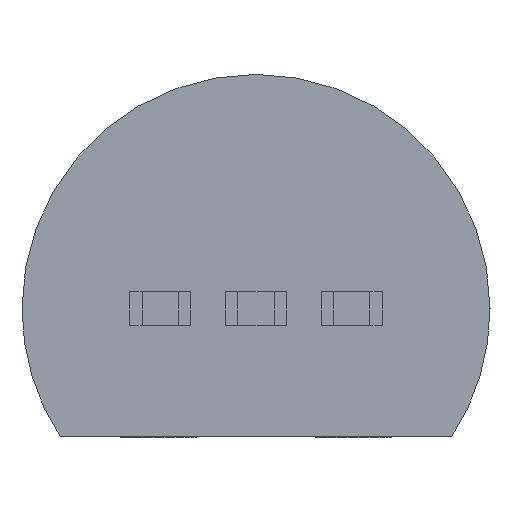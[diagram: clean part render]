
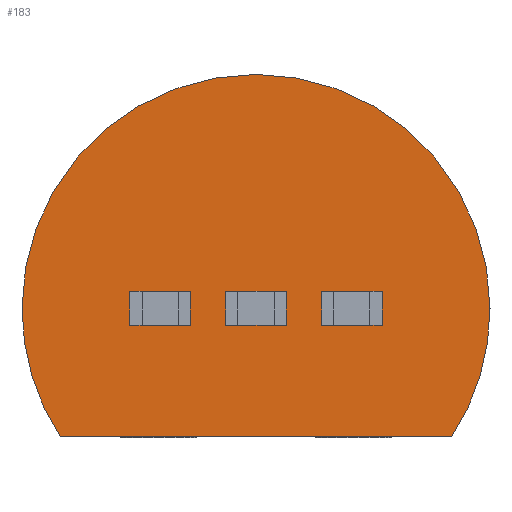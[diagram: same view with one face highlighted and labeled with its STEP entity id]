
A CAD part, front view. The second image highlights one B-rep face of the part: STEP entity #183.
In plain terms, the highlighted planar face has unit normal (0, -1, 0).
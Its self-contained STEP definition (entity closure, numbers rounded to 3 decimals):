
#33 = VERTEX_POINT ( 'NONE', #605 ) ;
#36 = EDGE_CURVE ( 'NONE', #528, #400, #604, .T. ) ;
#42 = EDGE_LOOP ( 'NONE', ( #184, #82, #85, #88 ) ) ;
#43 = VERTEX_POINT ( 'NONE', #666 ) ;
#44 = ORIENTED_EDGE ( 'NONE', *, *, #45, .T. ) ;
#45 = EDGE_CURVE ( 'NONE', #43, #46, #665, .T. ) ;
#46 = VERTEX_POINT ( 'NONE', #661 ) ;
#47 = ORIENTED_EDGE ( 'NONE', *, *, #48, .F. ) ;
#48 = EDGE_CURVE ( 'NONE', #164, #46, #660, .T. ) ;
#49 = EDGE_LOOP ( 'NONE', ( #50, #51, #105, #106 ) ) ;
#50 = ORIENTED_EDGE ( 'NONE', *, *, #203, .T. ) ;
#51 = ORIENTED_EDGE ( 'NONE', *, *, #146, .T. ) ;
#80 = EDGE_CURVE ( 'NONE', #185, #81, #724, .T. ) ;
#81 = VERTEX_POINT ( 'NONE', #720 ) ;
#82 = ORIENTED_EDGE ( 'NONE', *, *, #83, .F. ) ;
#83 = EDGE_CURVE ( 'NONE', #84, #185, #719, .T. ) ;
#84 = VERTEX_POINT ( 'NONE', #715 ) ;
#85 = ORIENTED_EDGE ( 'NONE', *, *, #86, .T. ) ;
#86 = EDGE_CURVE ( 'NONE', #84, #87, #714, .T. ) ;
#87 = VERTEX_POINT ( 'NONE', #710 ) ;
#88 = ORIENTED_EDGE ( 'NONE', *, *, #89, .T. ) ;
#89 = EDGE_CURVE ( 'NONE', #87, #81, #746, .T. ) ;
#90 = EDGE_LOOP ( 'NONE', ( #162, #165, #44, #47 ) ) ;
#91 = VERTEX_POINT ( 'NONE', #742 ) ;
#93 = EDGE_CURVE ( 'NONE', #33, #188, #741, .T. ) ;
#105 = ORIENTED_EDGE ( 'NONE', *, *, #93, .F. ) ;
#106 = ORIENTED_EDGE ( 'NONE', *, *, #119, .F. ) ;
#107 = EDGE_LOOP ( 'NONE', ( #108, #109, #110, #111 ) ) ;
#108 = ORIENTED_EDGE ( 'NONE', *, *, #36, .F. ) ;
#109 = ORIENTED_EDGE ( 'NONE', *, *, #527, .F. ) ;
#110 = ORIENTED_EDGE ( 'NONE', *, *, #447, .F. ) ;
#111 = ORIENTED_EDGE ( 'NONE', *, *, #402, .F. ) ;
#119 = EDGE_CURVE ( 'NONE', #120, #33, #823, .T. ) ;
#120 = VERTEX_POINT ( 'NONE', #709 ) ;
#146 = EDGE_CURVE ( 'NONE', #147, #188, #862, .T. ) ;
#147 = VERTEX_POINT ( 'NONE', #853 ) ;
#162 = ORIENTED_EDGE ( 'NONE', *, *, #163, .F. ) ;
#163 = EDGE_CURVE ( 'NONE', #91, #164, #805, .T. ) ;
#164 = VERTEX_POINT ( 'NONE', #801 ) ;
#165 = ORIENTED_EDGE ( 'NONE', *, *, #166, .T. ) ;
#166 = EDGE_CURVE ( 'NONE', #91, #43, #800, .T. ) ;
#183 = ADVANCED_FACE ( 'NONE', ( #771, #770, #769, #768 ), #912, .F. ) ;
#184 = ORIENTED_EDGE ( 'NONE', *, *, #80, .F. ) ;
#185 = VERTEX_POINT ( 'NONE', #966 ) ;
#188 = VERTEX_POINT ( 'NONE', #926 ) ;
#203 = EDGE_CURVE ( 'NONE', #120, #147, #911, .T. ) ;
#400 = VERTEX_POINT ( 'NONE', #1222 ) ;
#402 = EDGE_CURVE ( 'NONE', #400, #403, #1220, .T. ) ;
#403 = VERTEX_POINT ( 'NONE', #1215 ) ;
#447 = EDGE_CURVE ( 'NONE', #403, #448, #1416, .T. ) ;
#448 = VERTEX_POINT ( 'NONE', #1477 ) ;
#527 = EDGE_CURVE ( 'NONE', #448, #528, #1725, .T. ) ;
#528 = VERTEX_POINT ( 'NONE', #1721 ) ;
#600 = DIRECTION ( 'NONE',  ( -1., 0., 0. ) ) ;
#601 = DIRECTION ( 'NONE',  ( 0., 1., 0. ) ) ;
#602 = CARTESIAN_POINT ( 'NONE',  ( 0., 5.106, 0. ) ) ;
#603 = AXIS2_PLACEMENT_3D ( 'NONE', #602, #601, #600 ) ;
#604 = CIRCLE ( 'NONE', #603, 3.1 ) ;
#605 = CARTESIAN_POINT ( 'NONE',  ( -1.51, 5.106, -0.225 ) ) ;
#657 = DIRECTION ( 'NONE',  ( 1., 0., 0. ) ) ;
#658 = VECTOR ( 'NONE', #657, 1000. ) ;
#659 = CARTESIAN_POINT ( 'NONE',  ( 0., 5.106, -0.225 ) ) ;
#660 = LINE ( 'NONE', #659, #658 ) ;
#661 = CARTESIAN_POINT ( 'NONE',  ( 1.51, 5.106, -0.225 ) ) ;
#662 = DIRECTION ( 'NONE',  ( 0., 0., -1. ) ) ;
#663 = VECTOR ( 'NONE', #662, 1000. ) ;
#664 = CARTESIAN_POINT ( 'NONE',  ( 1.51, 5.106, 0.225 ) ) ;
#665 = LINE ( 'NONE', #664, #663 ) ;
#666 = CARTESIAN_POINT ( 'NONE',  ( 1.51, 5.106, 0.225 ) ) ;
#709 = CARTESIAN_POINT ( 'NONE',  ( -1.51, 5.106, 0.225 ) ) ;
#710 = CARTESIAN_POINT ( 'NONE',  ( 0.24, 5.106, -0.225 ) ) ;
#711 = DIRECTION ( 'NONE',  ( 0., 0., -1. ) ) ;
#712 = VECTOR ( 'NONE', #711, 1000. ) ;
#713 = CARTESIAN_POINT ( 'NONE',  ( 0.24, 5.106, 0.225 ) ) ;
#714 = LINE ( 'NONE', #713, #712 ) ;
#715 = CARTESIAN_POINT ( 'NONE',  ( 0.24, 5.106, 0.225 ) ) ;
#716 = DIRECTION ( 'NONE',  ( -1., 0., 0. ) ) ;
#717 = VECTOR ( 'NONE', #716, 1000. ) ;
#718 = CARTESIAN_POINT ( 'NONE',  ( -0.24, 5.106, 0.225 ) ) ;
#719 = LINE ( 'NONE', #718, #717 ) ;
#720 = CARTESIAN_POINT ( 'NONE',  ( -0.24, 5.106, -0.225 ) ) ;
#721 = DIRECTION ( 'NONE',  ( 0., 0., -1. ) ) ;
#722 = VECTOR ( 'NONE', #721, 1000. ) ;
#723 = CARTESIAN_POINT ( 'NONE',  ( -0.24, 5.106, 0.225 ) ) ;
#724 = LINE ( 'NONE', #723, #722 ) ;
#738 = DIRECTION ( 'NONE',  ( 1., 0., 0. ) ) ;
#739 = VECTOR ( 'NONE', #738, 1000. ) ;
#740 = CARTESIAN_POINT ( 'NONE',  ( 0., 5.106, -0.225 ) ) ;
#741 = LINE ( 'NONE', #740, #739 ) ;
#742 = CARTESIAN_POINT ( 'NONE',  ( 1.03, 5.106, 0.225 ) ) ;
#743 = DIRECTION ( 'NONE',  ( -1., 0., 0. ) ) ;
#744 = VECTOR ( 'NONE', #743, 1000. ) ;
#745 = CARTESIAN_POINT ( 'NONE',  ( -0.24, 5.106, -0.225 ) ) ;
#746 = LINE ( 'NONE', #745, #744 ) ;
#768 = FACE_OUTER_BOUND ( 'NONE', #107, .T. ) ;
#769 = FACE_BOUND ( 'NONE', #49, .T. ) ;
#770 = FACE_BOUND ( 'NONE', #90, .T. ) ;
#771 = FACE_BOUND ( 'NONE', #42, .T. ) ;
#797 = DIRECTION ( 'NONE',  ( 1., 0., 0. ) ) ;
#798 = VECTOR ( 'NONE', #797, 1000. ) ;
#799 = CARTESIAN_POINT ( 'NONE',  ( 0., 5.106, 0.225 ) ) ;
#800 = LINE ( 'NONE', #799, #798 ) ;
#801 = CARTESIAN_POINT ( 'NONE',  ( 1.03, 5.106, -0.225 ) ) ;
#802 = DIRECTION ( 'NONE',  ( 0., 0., -1. ) ) ;
#803 = VECTOR ( 'NONE', #802, 1000. ) ;
#804 = CARTESIAN_POINT ( 'NONE',  ( 1.03, 5.106, 0.225 ) ) ;
#805 = LINE ( 'NONE', #804, #803 ) ;
#820 = DIRECTION ( 'NONE',  ( 0., 0., -1. ) ) ;
#821 = VECTOR ( 'NONE', #820, 1000. ) ;
#822 = CARTESIAN_POINT ( 'NONE',  ( -1.51, 5.106, 0.225 ) ) ;
#823 = LINE ( 'NONE', #822, #821 ) ;
#853 = CARTESIAN_POINT ( 'NONE',  ( -1.03, 5.106, 0.225 ) ) ;
#854 = DIRECTION ( 'NONE',  ( 0., 0., -1. ) ) ;
#855 = VECTOR ( 'NONE', #854, 1000. ) ;
#856 = CARTESIAN_POINT ( 'NONE',  ( -1.03, 5.106, 0.225 ) ) ;
#862 = LINE ( 'NONE', #856, #855 ) ;
#908 = DIRECTION ( 'NONE',  ( 1., 0., 0. ) ) ;
#909 = VECTOR ( 'NONE', #908, 1000. ) ;
#910 = CARTESIAN_POINT ( 'NONE',  ( 0., 5.106, 0.225 ) ) ;
#911 = LINE ( 'NONE', #910, #909 ) ;
#912 = PLANE ( 'NONE',  #1099 ) ;
#926 = CARTESIAN_POINT ( 'NONE',  ( -1.03, 5.106, -0.225 ) ) ;
#966 = CARTESIAN_POINT ( 'NONE',  ( -0.24, 5.106, 0.225 ) ) ;
#967 = DIRECTION ( 'NONE',  ( -1., 0., 0. ) ) ;
#968 = DIRECTION ( 'NONE',  ( 0., 1., 0. ) ) ;
#1098 = CARTESIAN_POINT ( 'NONE',  ( 0., 5.106, 0. ) ) ;
#1099 = AXIS2_PLACEMENT_3D ( 'NONE', #1098, #968, #967 ) ;
#1215 = CARTESIAN_POINT ( 'NONE',  ( 3.1, 5.106, 0. ) ) ;
#1216 = DIRECTION ( 'NONE',  ( -1., 0., 0. ) ) ;
#1217 = DIRECTION ( 'NONE',  ( 0., 1., 0. ) ) ;
#1218 = CARTESIAN_POINT ( 'NONE',  ( 0., 5.106, 0. ) ) ;
#1219 = AXIS2_PLACEMENT_3D ( 'NONE', #1218, #1217, #1216 ) ;
#1220 = CIRCLE ( 'NONE', #1219, 3.1 ) ;
#1222 = CARTESIAN_POINT ( 'NONE',  ( -3.1, 5.106, 0. ) ) ;
#1416 = CIRCLE ( 'NONE', #1481, 3.1 ) ;
#1477 = CARTESIAN_POINT ( 'NONE',  ( 2.592, 5.106, -1.7 ) ) ;
#1478 = DIRECTION ( 'NONE',  ( -1., 0., 0. ) ) ;
#1479 = DIRECTION ( 'NONE',  ( 0., 1., 0. ) ) ;
#1480 = CARTESIAN_POINT ( 'NONE',  ( 0., 5.106, 0. ) ) ;
#1481 = AXIS2_PLACEMENT_3D ( 'NONE', #1480, #1479, #1478 ) ;
#1721 = CARTESIAN_POINT ( 'NONE',  ( -2.592, 5.106, -1.7 ) ) ;
#1722 = DIRECTION ( 'NONE',  ( -1., 0., 0. ) ) ;
#1723 = VECTOR ( 'NONE', #1722, 1000. ) ;
#1724 = CARTESIAN_POINT ( 'NONE',  ( 2.592, 5.106, -1.7 ) ) ;
#1725 = LINE ( 'NONE', #1724, #1723 ) ;
